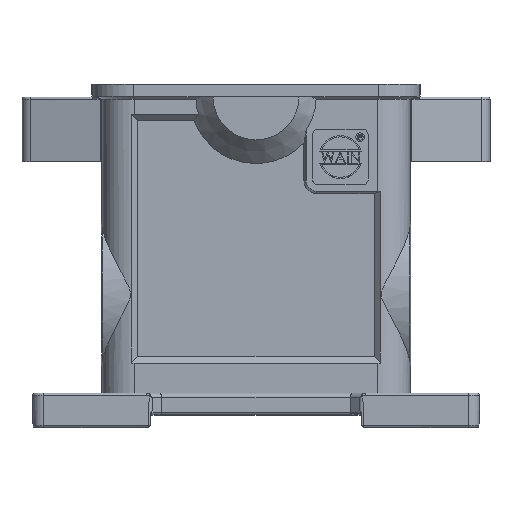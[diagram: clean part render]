
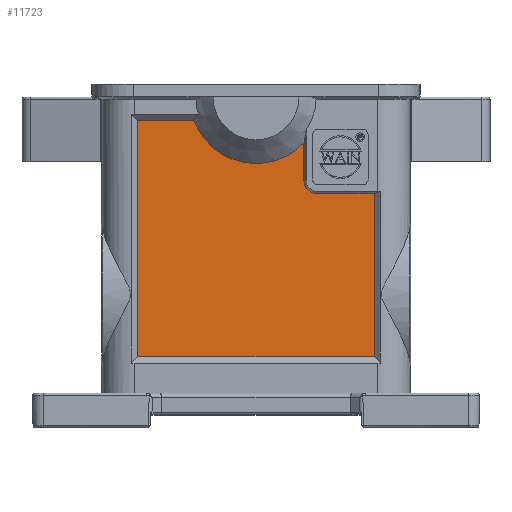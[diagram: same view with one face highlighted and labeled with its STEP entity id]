
A CAD part, top view. The second image highlights one B-rep face of the part: STEP entity #11723.
In plain terms, the highlighted planar face has unit normal (0, 0, 1).
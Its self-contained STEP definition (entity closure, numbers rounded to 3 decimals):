
#2008=DIRECTION('',(-1.,0.,0.));
#2009=VECTOR('',#2008,55.);
#2010=CARTESIAN_POINT('',(27.5,16.5,21.));
#2011=LINE('',#2010,#2009);
#2025=DIRECTION('',(0.,1.,0.));
#2026=VECTOR('',#2025,38.);
#2027=CARTESIAN_POINT('',(27.5,16.5,21.));
#2028=LINE('',#2027,#2026);
#2029=CARTESIAN_POINT('',(0.,77.,21.));
#2030=DIRECTION('',(0.,0.,-1.));
#2031=DIRECTION('',(0.72,-0.694,0.));
#2032=AXIS2_PLACEMENT_3D('',#2029,#2030,#2031);
#2034=DIRECTION('',(0.,1.,0.));
#2035=VECTOR('',#2034,8.742);
#2036=CARTESIAN_POINT('',(11.158,57.5,21.));
#2037=LINE('',#2036,#2035);
#2038=CARTESIAN_POINT('',(14.158,57.5,21.));
#2039=DIRECTION('',(0.,0.,-1.));
#2040=DIRECTION('',(0.,-1.,0.));
#2041=AXIS2_PLACEMENT_3D('',#2038,#2039,#2040);
#2043=DIRECTION('',(-1.,0.,0.));
#2044=VECTOR('',#2043,13.342);
#2045=CARTESIAN_POINT('',(27.5,54.5,21.));
#2046=LINE('',#2045,#2044);
#2047=DIRECTION('',(0.,1.,0.));
#2048=VECTOR('',#2047,55.);
#2049=CARTESIAN_POINT('',(-27.5,16.5,21.));
#2050=LINE('',#2049,#2048);
#2070=DIRECTION('',(1.,0.,0.));
#2071=VECTOR('',#2070,13.009);
#2072=CARTESIAN_POINT('',(-27.5,71.5,21.));
#2073=LINE('',#2072,#2071);
#6945=CARTESIAN_POINT('',(-27.5,71.5,21.));
#6947=VERTEX_POINT('',#6945);
#6951=CARTESIAN_POINT('',(-27.5,16.5,21.));
#6952=VERTEX_POINT('',#6951);
#6954=CARTESIAN_POINT('',(27.5,16.5,21.));
#6956=VERTEX_POINT('',#6954);
#7121=CARTESIAN_POINT('',(27.5,54.5,21.));
#7122=CARTESIAN_POINT('',(14.158,54.5,21.));
#7123=VERTEX_POINT('',#7121);
#7124=VERTEX_POINT('',#7122);
#7125=CARTESIAN_POINT('',(11.158,57.5,21.));
#7126=VERTEX_POINT('',#7125);
#7127=CARTESIAN_POINT('',(11.158,66.242,21.));
#7128=VERTEX_POINT('',#7127);
#7129=CARTESIAN_POINT('',(-14.491,71.5,21.));
#7130=VERTEX_POINT('',#7129);
#11703=CARTESIAN_POINT('',(0.,0.,21.));
#11704=DIRECTION('',(0.,0.,1.));
#11705=DIRECTION('',(1.,0.,0.));
#11706=AXIS2_PLACEMENT_3D('',#11703,#11704,#11705);
#11707=PLANE('',#11706);
#11708=ORIENTED_EDGE('',*,*,#11681,.F.);
#11709=ORIENTED_EDGE('',*,*,#11666,.T.);
#11711=ORIENTED_EDGE('',*,*,#11710,.T.);
#11713=ORIENTED_EDGE('',*,*,#11712,.T.);
#11715=ORIENTED_EDGE('',*,*,#11714,.F.);
#11717=ORIENTED_EDGE('',*,*,#11716,.F.);
#11719=ORIENTED_EDGE('',*,*,#11718,.F.);
#11720=ORIENTED_EDGE('',*,*,#11691,.F.);
#11721=EDGE_LOOP('',(#11708,#11709,#11711,#11713,#11715,#11717,#11719,#11720));
#11722=FACE_OUTER_BOUND('',#11721,.F.);
#11723=ADVANCED_FACE('',(#11722),#11707,.T.);
#2033=CIRCLE('',#2032,15.5);
#2042=CIRCLE('',#2041,3.);
#11666=EDGE_CURVE('',#6956,#6952,#2011,.T.);
#11681=EDGE_CURVE('',#6956,#7123,#2028,.T.);
#11691=EDGE_CURVE('',#7123,#7124,#2046,.T.);
#11710=EDGE_CURVE('',#6952,#6947,#2050,.T.);
#11712=EDGE_CURVE('',#6947,#7130,#2073,.T.);
#11714=EDGE_CURVE('',#7128,#7130,#2033,.T.);
#11716=EDGE_CURVE('',#7126,#7128,#2037,.T.);
#11718=EDGE_CURVE('',#7124,#7126,#2042,.T.);
